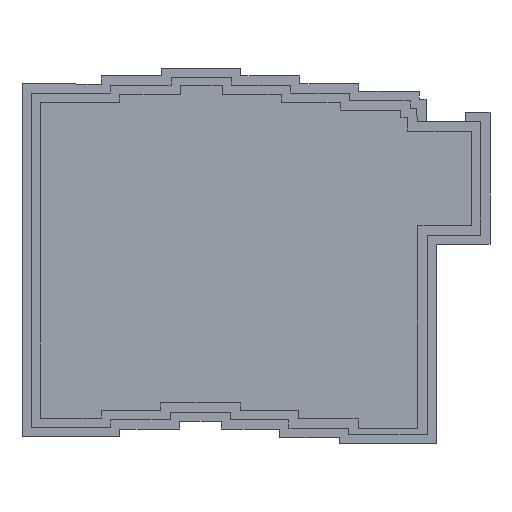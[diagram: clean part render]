
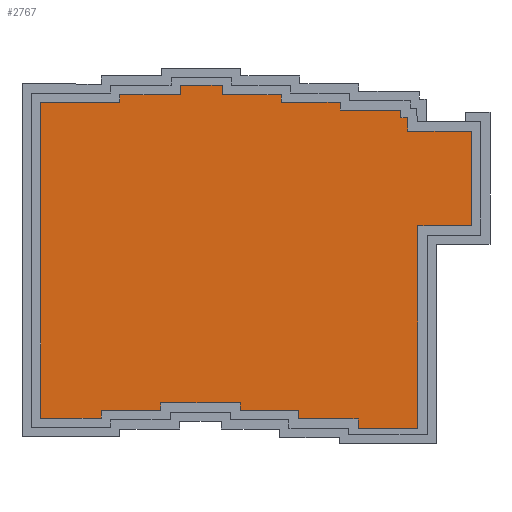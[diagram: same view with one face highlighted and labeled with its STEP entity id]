
A CAD part, left-side view. The second image highlights one B-rep face of the part: STEP entity #2767.
In plain terms, the highlighted planar face has unit normal (-1, 0, 0).
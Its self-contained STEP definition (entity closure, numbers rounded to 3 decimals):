
#149=FACE_OUTER_BOUND('',#284,.T.);
#284=EDGE_LOOP('',(#2468,#2469,#2470,#2471,#2472,#2473,#2474,#2475,#2476,
#2477,#2478,#2479,#2480,#2481,#2482,#2483,#2484,#2485,#2486,#2487,#2488,
#2489,#2490,#2491,#2492,#2493,#2494,#2495,#2496,#2497,#2498,#2499));
#519=LINE('',#4050,#910);
#523=LINE('',#4058,#914);
#526=LINE('',#4064,#917);
#529=LINE('',#4070,#920);
#532=LINE('',#4076,#923);
#535=LINE('',#4082,#926);
#538=LINE('',#4088,#929);
#541=LINE('',#4094,#932);
#544=LINE('',#4100,#935);
#547=LINE('',#4106,#938);
#550=LINE('',#4112,#941);
#553=LINE('',#4118,#944);
#556=LINE('',#4124,#947);
#559=LINE('',#4130,#950);
#562=LINE('',#4136,#953);
#565=LINE('',#4142,#956);
#568=LINE('',#4148,#959);
#571=LINE('',#4154,#962);
#574=LINE('',#4160,#965);
#577=LINE('',#4166,#968);
#580=LINE('',#4172,#971);
#583=LINE('',#4178,#974);
#586=LINE('',#4184,#977);
#589=LINE('',#4190,#980);
#592=LINE('',#4196,#983);
#595=LINE('',#4202,#986);
#598=LINE('',#4208,#989);
#601=LINE('',#4214,#992);
#604=LINE('',#4220,#995);
#607=LINE('',#4226,#998);
#610=LINE('',#4232,#1001);
#613=LINE('',#4237,#1004);
#910=VECTOR('',#3292,10.);
#914=VECTOR('',#3298,10.);
#917=VECTOR('',#3303,10.);
#920=VECTOR('',#3308,10.);
#923=VECTOR('',#3313,10.);
#926=VECTOR('',#3318,10.);
#929=VECTOR('',#3323,10.);
#932=VECTOR('',#3328,10.);
#935=VECTOR('',#3333,10.);
#938=VECTOR('',#3338,10.);
#941=VECTOR('',#3343,10.);
#944=VECTOR('',#3348,10.);
#947=VECTOR('',#3353,10.);
#950=VECTOR('',#3358,10.);
#953=VECTOR('',#3363,10.);
#956=VECTOR('',#3368,10.);
#959=VECTOR('',#3373,10.);
#962=VECTOR('',#3378,10.);
#965=VECTOR('',#3383,10.);
#968=VECTOR('',#3388,10.);
#971=VECTOR('',#3393,10.);
#974=VECTOR('',#3398,10.);
#977=VECTOR('',#3403,10.);
#980=VECTOR('',#3408,10.);
#983=VECTOR('',#3413,10.);
#986=VECTOR('',#3418,10.);
#989=VECTOR('',#3423,10.);
#992=VECTOR('',#3428,10.);
#995=VECTOR('',#3433,10.);
#998=VECTOR('',#3438,10.);
#1001=VECTOR('',#3443,10.);
#1004=VECTOR('',#3448,10.);
#1233=VERTEX_POINT('',#4048);
#1234=VERTEX_POINT('',#4049);
#1237=VERTEX_POINT('',#4057);
#1239=VERTEX_POINT('',#4063);
#1241=VERTEX_POINT('',#4069);
#1243=VERTEX_POINT('',#4075);
#1245=VERTEX_POINT('',#4081);
#1247=VERTEX_POINT('',#4087);
#1249=VERTEX_POINT('',#4093);
#1251=VERTEX_POINT('',#4099);
#1253=VERTEX_POINT('',#4105);
#1255=VERTEX_POINT('',#4111);
#1257=VERTEX_POINT('',#4117);
#1259=VERTEX_POINT('',#4123);
#1261=VERTEX_POINT('',#4129);
#1263=VERTEX_POINT('',#4135);
#1265=VERTEX_POINT('',#4141);
#1267=VERTEX_POINT('',#4147);
#1269=VERTEX_POINT('',#4153);
#1271=VERTEX_POINT('',#4159);
#1273=VERTEX_POINT('',#4165);
#1275=VERTEX_POINT('',#4171);
#1277=VERTEX_POINT('',#4177);
#1279=VERTEX_POINT('',#4183);
#1281=VERTEX_POINT('',#4189);
#1283=VERTEX_POINT('',#4195);
#1285=VERTEX_POINT('',#4201);
#1287=VERTEX_POINT('',#4207);
#1289=VERTEX_POINT('',#4213);
#1291=VERTEX_POINT('',#4219);
#1293=VERTEX_POINT('',#4225);
#1295=VERTEX_POINT('',#4231);
#1561=EDGE_CURVE('',#1233,#1234,#519,.T.);
#1565=EDGE_CURVE('',#1237,#1233,#523,.T.);
#1568=EDGE_CURVE('',#1239,#1237,#526,.T.);
#1571=EDGE_CURVE('',#1241,#1239,#529,.T.);
#1574=EDGE_CURVE('',#1243,#1241,#532,.T.);
#1577=EDGE_CURVE('',#1245,#1243,#535,.T.);
#1580=EDGE_CURVE('',#1247,#1245,#538,.T.);
#1583=EDGE_CURVE('',#1249,#1247,#541,.T.);
#1586=EDGE_CURVE('',#1251,#1249,#544,.T.);
#1589=EDGE_CURVE('',#1253,#1251,#547,.T.);
#1592=EDGE_CURVE('',#1255,#1253,#550,.T.);
#1595=EDGE_CURVE('',#1257,#1255,#553,.T.);
#1598=EDGE_CURVE('',#1259,#1257,#556,.T.);
#1601=EDGE_CURVE('',#1261,#1259,#559,.T.);
#1604=EDGE_CURVE('',#1263,#1261,#562,.T.);
#1607=EDGE_CURVE('',#1265,#1263,#565,.T.);
#1610=EDGE_CURVE('',#1234,#1267,#568,.T.);
#1613=EDGE_CURVE('',#1267,#1269,#571,.T.);
#1616=EDGE_CURVE('',#1269,#1271,#574,.T.);
#1619=EDGE_CURVE('',#1271,#1273,#577,.T.);
#1622=EDGE_CURVE('',#1273,#1275,#580,.T.);
#1625=EDGE_CURVE('',#1275,#1277,#583,.T.);
#1628=EDGE_CURVE('',#1277,#1279,#586,.T.);
#1631=EDGE_CURVE('',#1279,#1281,#589,.T.);
#1634=EDGE_CURVE('',#1281,#1283,#592,.T.);
#1637=EDGE_CURVE('',#1283,#1285,#595,.T.);
#1640=EDGE_CURVE('',#1285,#1287,#598,.T.);
#1643=EDGE_CURVE('',#1287,#1289,#601,.T.);
#1646=EDGE_CURVE('',#1289,#1291,#604,.T.);
#1649=EDGE_CURVE('',#1291,#1293,#607,.T.);
#1652=EDGE_CURVE('',#1293,#1295,#610,.T.);
#1655=EDGE_CURVE('',#1295,#1265,#613,.T.);
#2468=ORIENTED_EDGE('',*,*,#1607,.T.);
#2469=ORIENTED_EDGE('',*,*,#1604,.T.);
#2470=ORIENTED_EDGE('',*,*,#1601,.T.);
#2471=ORIENTED_EDGE('',*,*,#1598,.T.);
#2472=ORIENTED_EDGE('',*,*,#1595,.T.);
#2473=ORIENTED_EDGE('',*,*,#1592,.T.);
#2474=ORIENTED_EDGE('',*,*,#1589,.T.);
#2475=ORIENTED_EDGE('',*,*,#1586,.T.);
#2476=ORIENTED_EDGE('',*,*,#1583,.T.);
#2477=ORIENTED_EDGE('',*,*,#1580,.T.);
#2478=ORIENTED_EDGE('',*,*,#1577,.T.);
#2479=ORIENTED_EDGE('',*,*,#1574,.T.);
#2480=ORIENTED_EDGE('',*,*,#1571,.T.);
#2481=ORIENTED_EDGE('',*,*,#1568,.T.);
#2482=ORIENTED_EDGE('',*,*,#1565,.T.);
#2483=ORIENTED_EDGE('',*,*,#1561,.T.);
#2484=ORIENTED_EDGE('',*,*,#1610,.T.);
#2485=ORIENTED_EDGE('',*,*,#1613,.T.);
#2486=ORIENTED_EDGE('',*,*,#1616,.T.);
#2487=ORIENTED_EDGE('',*,*,#1619,.T.);
#2488=ORIENTED_EDGE('',*,*,#1622,.T.);
#2489=ORIENTED_EDGE('',*,*,#1625,.T.);
#2490=ORIENTED_EDGE('',*,*,#1628,.T.);
#2491=ORIENTED_EDGE('',*,*,#1631,.T.);
#2492=ORIENTED_EDGE('',*,*,#1634,.T.);
#2493=ORIENTED_EDGE('',*,*,#1637,.T.);
#2494=ORIENTED_EDGE('',*,*,#1640,.T.);
#2495=ORIENTED_EDGE('',*,*,#1643,.T.);
#2496=ORIENTED_EDGE('',*,*,#1646,.T.);
#2497=ORIENTED_EDGE('',*,*,#1649,.T.);
#2498=ORIENTED_EDGE('',*,*,#1652,.T.);
#2499=ORIENTED_EDGE('',*,*,#1655,.T.);
#2633=PLANE('',#2915);
#2767=ADVANCED_FACE('',(#149),#2633,.T.);
#2915=AXIS2_PLACEMENT_3D('',#4362,#3575,#3576);
#3292=DIRECTION('',(0.,0.,1.));
#3298=DIRECTION('',(0.,1.,0.));
#3303=DIRECTION('',(0.,1.,0.003));
#3308=DIRECTION('',(0.,0.,1.));
#3313=DIRECTION('',(0.,1.,0.));
#3318=DIRECTION('',(0.,0.,1.));
#3323=DIRECTION('',(0.,1.,0.));
#3328=DIRECTION('',(0.,0.,1.));
#3333=DIRECTION('',(0.,-1.,0.));
#3338=DIRECTION('',(0.,-1.,0.));
#3343=DIRECTION('',(0.,0.,1.));
#3348=DIRECTION('',(0.,-1.,0.));
#3353=DIRECTION('',(0.,0.,-1.));
#3358=DIRECTION('',(0.,-1.,0.));
#3363=DIRECTION('',(0.,0.,-1.));
#3368=DIRECTION('',(0.,-1.,0.));
#3373=DIRECTION('',(0.,1.,0.));
#3378=DIRECTION('',(0.,0.,1.));
#3383=DIRECTION('',(0.,1.,0.));
#3388=DIRECTION('',(0.,0.,1.));
#3393=DIRECTION('',(0.,1.,0.));
#3398=DIRECTION('',(0.,0.,-1.));
#3403=DIRECTION('',(0.,1.,0.));
#3408=DIRECTION('',(0.,0.,-1.));
#3413=DIRECTION('',(0.,1.,0.));
#3418=DIRECTION('',(0.,0.,-1.));
#3423=DIRECTION('',(0.,-1.,0.));
#3428=DIRECTION('',(0.,0.,1.));
#3433=DIRECTION('',(0.,-1.,0.));
#3438=DIRECTION('',(0.,0.,1.));
#3443=DIRECTION('',(0.,-1.,0.));
#3448=DIRECTION('',(0.,0.,-1.));
#3575=DIRECTION('center_axis',(-1.,0.,0.));
#3576=DIRECTION('ref_axis',(0.,0.,1.));
#4048=CARTESIAN_POINT('',(-2.,45.25,40.25));
#4049=CARTESIAN_POINT('',(-2.,45.25,42.75));
#4050=CARTESIAN_POINT('',(-2.,45.25,42.75));
#4057=CARTESIAN_POINT('',(-2.,42.25,40.25));
#4058=CARTESIAN_POINT('',(-2.,45.25,40.25));
#4063=CARTESIAN_POINT('',(-2.,25.75,40.2));
#4064=CARTESIAN_POINT('',(-2.,42.25,40.25));
#4069=CARTESIAN_POINT('',(-2.,25.75,37.75));
#4070=CARTESIAN_POINT('',(-2.,25.75,40.2));
#4075=CARTESIAN_POINT('',(-2.,23.5,37.75));
#4076=CARTESIAN_POINT('',(-2.,23.5,37.75));
#4081=CARTESIAN_POINT('',(-2.,23.5,33.5));
#4082=CARTESIAN_POINT('',(-2.,23.5,36.5));
#4087=CARTESIAN_POINT('',(-2.,3.,33.5));
#4088=CARTESIAN_POINT('',(-2.,23.5,33.5));
#4093=CARTESIAN_POINT('',(-2.,3.,3.));
#4094=CARTESIAN_POINT('',(-2.,3.,33.5));
#4099=CARTESIAN_POINT('',(-2.,17.25,3.));
#4100=CARTESIAN_POINT('',(-2.,3.,3.));
#4105=CARTESIAN_POINT('',(-2.,20.25,3.));
#4106=CARTESIAN_POINT('',(-2.,20.25,3.));
#4111=CARTESIAN_POINT('',(-2.,20.25,-62.25));
#4112=CARTESIAN_POINT('',(-2.,20.25,0.));
#4117=CARTESIAN_POINT('',(-2.,39.5,-62.25));
#4118=CARTESIAN_POINT('',(-2.,39.5,-62.25));
#4123=CARTESIAN_POINT('',(-2.,39.5,-59.25));
#4124=CARTESIAN_POINT('',(-2.,39.5,-62.25));
#4129=CARTESIAN_POINT('',(-2.,58.75,-59.25));
#4130=CARTESIAN_POINT('',(-2.,39.5,-59.25));
#4135=CARTESIAN_POINT('',(-2.,58.75,-56.5));
#4136=CARTESIAN_POINT('',(-2.,58.75,-56.5));
#4141=CARTESIAN_POINT('',(-2.,77.5,-56.5));
#4142=CARTESIAN_POINT('',(-2.,58.75,-56.5));
#4147=CARTESIAN_POINT('',(-2.,64.25,42.75));
#4148=CARTESIAN_POINT('',(-2.,64.25,42.75));
#4153=CARTESIAN_POINT('',(-2.,64.25,45.25));
#4154=CARTESIAN_POINT('',(-2.,64.25,45.25));
#4159=CARTESIAN_POINT('',(-2.,83.25,45.25));
#4160=CARTESIAN_POINT('',(-2.,83.25,45.25));
#4165=CARTESIAN_POINT('',(-2.,83.25,48.25));
#4166=CARTESIAN_POINT('',(-2.,83.25,48.25));
#4171=CARTESIAN_POINT('',(-2.,96.75,48.25));
#4172=CARTESIAN_POINT('',(-2.,83.25,48.25));
#4177=CARTESIAN_POINT('',(-2.,96.75,45.25));
#4178=CARTESIAN_POINT('',(-2.,96.75,48.25));
#4183=CARTESIAN_POINT('',(-2.,116.25,45.25));
#4184=CARTESIAN_POINT('',(-2.,99.75,45.25));
#4189=CARTESIAN_POINT('',(-2.,116.25,42.75));
#4190=CARTESIAN_POINT('',(-2.,116.25,45.25));
#4195=CARTESIAN_POINT('',(-2.,141.75,42.75));
#4196=CARTESIAN_POINT('',(-2.,119.25,42.75));
#4201=CARTESIAN_POINT('',(-2.,141.75,-59.));
#4202=CARTESIAN_POINT('',(-2.,141.75,-59.));
#4207=CARTESIAN_POINT('',(-2.,122.25,-59.));
#4208=CARTESIAN_POINT('',(-2.,141.75,-59.));
#4213=CARTESIAN_POINT('',(-2.,122.25,-56.5));
#4214=CARTESIAN_POINT('',(-2.,122.25,-56.5));
#4219=CARTESIAN_POINT('',(-2.,103.,-56.5));
#4220=CARTESIAN_POINT('',(-2.,119.25,-56.5));
#4225=CARTESIAN_POINT('',(-2.,103.,-54.));
#4226=CARTESIAN_POINT('',(-2.,103.,-54.));
#4231=CARTESIAN_POINT('',(-2.,77.5,-54.));
#4232=CARTESIAN_POINT('',(-2.,77.5,-54.));
#4237=CARTESIAN_POINT('',(-2.,77.5,-54.));
#4362=CARTESIAN_POINT('Origin',(-2.,72.375,-7.));
